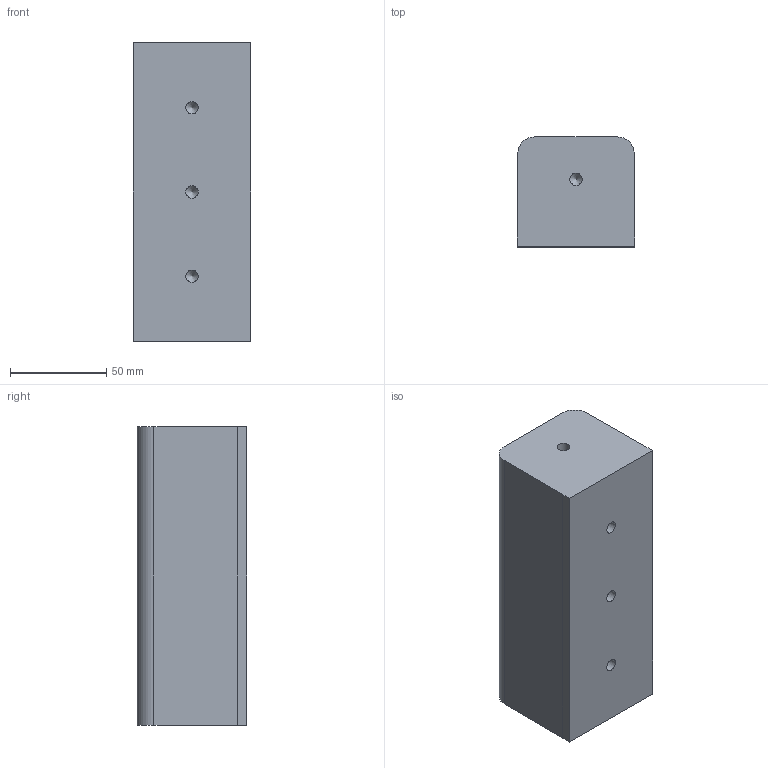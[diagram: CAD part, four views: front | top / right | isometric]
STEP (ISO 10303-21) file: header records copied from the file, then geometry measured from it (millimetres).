
FILE_DESCRIPTION(('FreeCAD Model'),'2;1');
FILE_NAME('Open CASCADE Shape Model','2025-02-28T20:46:22',(''),(''), 'Open CASCADE STEP processor 7.8','FreeCAD','Unknown');
FILE_SCHEMA(('AUTOMOTIVE_DESIGN { 1 0 10303 214 1 1 1 1 }'));
Length unit declared in the file: millimetre
Products named in the file (1): MoldMotor
Bounding box: 61 x 57 x 155 mm (x, y, z)
Volume: 528903.2 mm3; surface area: 43771 mm2
Topology: 1 solids, 1 shells, 20 faces, 49 edges, 31 vertices
Faces by surface type: plane 8, cylinder 7, cone 5
Full cylindrical faces by diameter (mm): 6.4 x5
Entity records: 1170 total; most frequent: CARTESIAN_POINT 208, DIRECTION 184, LINE 109, VECTOR 109, ORIENTED_EDGE 88, PCURVE 88, DEFINITIONAL_REPRESENTATION 88, EDGE_CURVE 44
